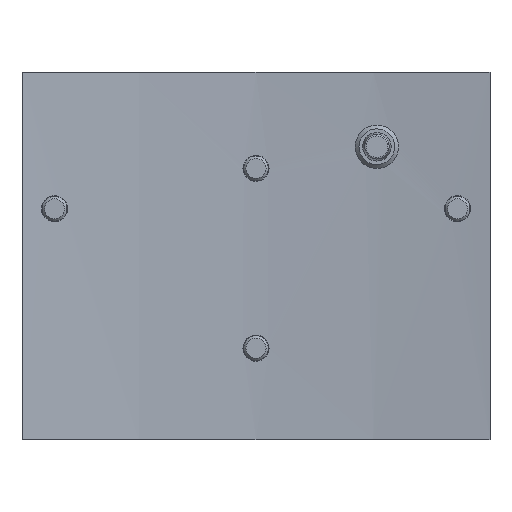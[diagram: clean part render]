
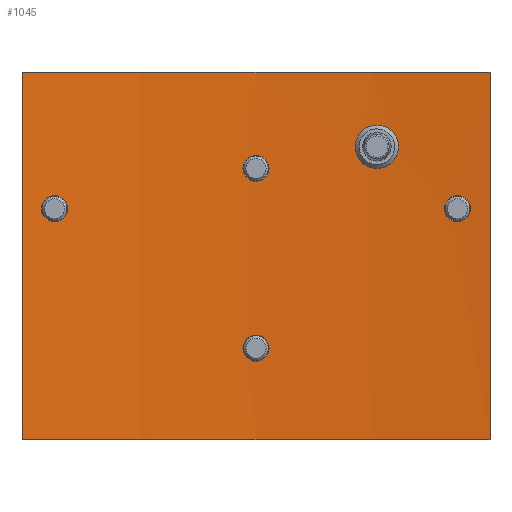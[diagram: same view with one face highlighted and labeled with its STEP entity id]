
A CAD part, front view. The second image highlights one B-rep face of the part: STEP entity #1045.
In plain terms, the highlighted cylindrical face has radius 500 mm (diameter 1000 mm), a partial arc.
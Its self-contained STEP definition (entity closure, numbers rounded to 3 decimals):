
#120=LINE('',#1849,#170);
#121=LINE('',#1853,#171);
#170=VECTOR('',#1427,1000.);
#171=VECTOR('',#1430,1000.);
#220=CIRCLE('',#1282,500.);
#221=CIRCLE('',#1283,500.);
#276=ORIENTED_EDGE('',*,*,#530,.F.);
#277=ORIENTED_EDGE('',*,*,#531,.F.);
#278=ORIENTED_EDGE('',*,*,#532,.T.);
#279=ORIENTED_EDGE('',*,*,#533,.T.);
#280=ORIENTED_EDGE('',*,*,#534,.T.);
#281=ORIENTED_EDGE('',*,*,#535,.T.);
#282=ORIENTED_EDGE('',*,*,#536,.T.);
#283=ORIENTED_EDGE('',*,*,#537,.T.);
#284=ORIENTED_EDGE('',*,*,#538,.T.);
#530=EDGE_CURVE('',#657,#658,#220,.T.);
#531=EDGE_CURVE('',#659,#657,#120,.T.);
#532=EDGE_CURVE('',#659,#660,#221,.T.);
#533=EDGE_CURVE('',#660,#658,#121,.T.);
#534=EDGE_CURVE('',#661,#661,#747,.T.);
#535=EDGE_CURVE('',#662,#662,#748,.T.);
#536=EDGE_CURVE('',#663,#663,#749,.T.);
#537=EDGE_CURVE('',#664,#664,#750,.T.);
#538=EDGE_CURVE('',#665,#665,#751,.T.);
#657=VERTEX_POINT('',#1847);
#658=VERTEX_POINT('',#1848);
#659=VERTEX_POINT('',#1850);
#660=VERTEX_POINT('',#1852);
#661=VERTEX_POINT('',#1865);
#662=VERTEX_POINT('',#1877);
#663=VERTEX_POINT('',#1889);
#664=VERTEX_POINT('',#1901);
#665=VERTEX_POINT('',#1913);
#747=B_SPLINE_CURVE_WITH_KNOTS('',3,(#1854,#1855,#1856,#1857,#1858,#1859,
#1860,#1861,#1862,#1863,#1864),.UNSPECIFIED.,.T.,.F.,(1,1,1,1,1,1,1,1,1,
1,1,1,1,1,1),(-0.01,-0.007,-0.003,
0.,0.003,0.007,0.01,0.013,
0.016,0.02,0.023,0.026,
0.03,0.033,0.036),.UNSPECIFIED.);
#748=B_SPLINE_CURVE_WITH_KNOTS('',3,(#1866,#1867,#1868,#1869,#1870,#1871,
#1872,#1873,#1874,#1875,#1876),.UNSPECIFIED.,.T.,.F.,(1,1,1,1,1,1,1,1,1,
1,1,1,1,1,1),(-0.01,-0.007,-0.003,
0.,0.003,0.007,0.01,0.013,
0.016,0.02,0.023,0.026,
0.03,0.033,0.036),.UNSPECIFIED.);
#749=B_SPLINE_CURVE_WITH_KNOTS('',3,(#1878,#1879,#1880,#1881,#1882,#1883,
#1884,#1885,#1886,#1887,#1888),.UNSPECIFIED.,.T.,.F.,(1,1,1,1,1,1,1,1,1,
1,1,1,1,1,1),(-0.01,-0.007,-0.003,
0.,0.003,0.007,0.01,0.013,
0.016,0.02,0.023,0.026,
0.03,0.033,0.036),.UNSPECIFIED.);
#750=B_SPLINE_CURVE_WITH_KNOTS('',3,(#1890,#1891,#1892,#1893,#1894,#1895,
#1896,#1897,#1898,#1899,#1900),.UNSPECIFIED.,.T.,.F.,(1,1,1,1,1,1,1,1,1,
1,1,1,1,1,1),(-0.01,-0.007,-0.003,
0.,0.003,0.007,0.01,0.013,
0.016,0.02,0.023,0.026,
0.03,0.033,0.036),.UNSPECIFIED.);
#751=B_SPLINE_CURVE_WITH_KNOTS('',3,(#1902,#1903,#1904,#1905,#1906,#1907,
#1908,#1909,#1910,#1911,#1912),.UNSPECIFIED.,.T.,.F.,(1,1,1,1,1,1,1,1,1,
1,1,1,1,1,1),(-0.014,-0.009,-0.005,
0.,0.005,0.009,0.014,0.019,
0.023,0.028,0.032,0.037,
0.042,0.046,0.051),.UNSPECIFIED.);
#776=EDGE_LOOP('',(#276,#277,#278,#279));
#777=EDGE_LOOP('',(#280));
#778=EDGE_LOOP('',(#281));
#779=EDGE_LOOP('',(#282));
#780=EDGE_LOOP('',(#283));
#781=EDGE_LOOP('',(#284));
#904=FACE_BOUND('',#776,.T.);
#905=FACE_BOUND('',#777,.T.);
#906=FACE_BOUND('',#778,.T.);
#907=FACE_BOUND('',#779,.T.);
#908=FACE_BOUND('',#780,.T.);
#909=FACE_BOUND('',#781,.T.);
#1028=CYLINDRICAL_SURFACE('',#1281,500.);
#1045=ADVANCED_FACE('',(#904,#905,#906,#907,#908,#909),#1028,.F.);
#1281=AXIS2_PLACEMENT_3D('',#1845,#1423,#1424);
#1282=AXIS2_PLACEMENT_3D('',#1846,#1425,#1426);
#1283=AXIS2_PLACEMENT_3D('',#1851,#1428,#1429);
#1423=DIRECTION('',(0.,0.,-1.));
#1424=DIRECTION('',(-1.,0.,0.));
#1425=DIRECTION('',(0.,0.,1.));
#1426=DIRECTION('',(1.,0.,0.));
#1427=DIRECTION('',(0.,0.,-1.));
#1428=DIRECTION('',(0.,0.,1.));
#1429=DIRECTION('',(1.,0.,0.));
#1430=DIRECTION('',(0.,0.,-1.));
#1845=CARTESIAN_POINT('',(0.,-494.267,59.25));
#1846=CARTESIAN_POINT('',(0.,-494.267,-59.25));
#1847=CARTESIAN_POINT('',(75.5,0.,-59.25));
#1848=CARTESIAN_POINT('',(-75.5,0.,-59.25));
#1849=CARTESIAN_POINT('',(75.5,0.,59.25));
#1850=CARTESIAN_POINT('',(75.5,0.,59.25));
#1851=CARTESIAN_POINT('',(0.,-494.267,59.25));
#1852=CARTESIAN_POINT('',(-75.5,0.,59.25));
#1853=CARTESIAN_POINT('',(-75.5,0.,59.25));
#1854=CARTESIAN_POINT('',(68.283,1.051,11.95));
#1855=CARTESIAN_POINT('',(65.,1.495,10.6));
#1856=CARTESIAN_POINT('',(61.718,1.911,11.95));
#1857=CARTESIAN_POINT('',(60.341,2.078,15.248));
#1858=CARTESIAN_POINT('',(61.718,1.911,18.553));
#1859=CARTESIAN_POINT('',(65.004,1.494,19.899));
#1860=CARTESIAN_POINT('',(68.277,1.052,18.553));
#1861=CARTESIAN_POINT('',(69.66,0.856,15.255));
#1862=CARTESIAN_POINT('',(68.283,1.051,11.95));
#1863=CARTESIAN_POINT('',(65.,1.495,10.6));
#1864=CARTESIAN_POINT('',(61.718,1.911,11.95));
#1865=CARTESIAN_POINT('',(65.,1.49,11.05));
#1866=CARTESIAN_POINT('',(-68.283,1.051,18.55));
#1867=CARTESIAN_POINT('',(-65.,1.495,19.9));
#1868=CARTESIAN_POINT('',(-61.718,1.911,18.55));
#1869=CARTESIAN_POINT('',(-60.341,2.078,15.252));
#1870=CARTESIAN_POINT('',(-61.718,1.911,11.947));
#1871=CARTESIAN_POINT('',(-65.004,1.494,10.601));
#1872=CARTESIAN_POINT('',(-68.277,1.052,11.947));
#1873=CARTESIAN_POINT('',(-69.66,0.856,15.245));
#1874=CARTESIAN_POINT('',(-68.283,1.051,18.55));
#1875=CARTESIAN_POINT('',(-65.,1.495,19.9));
#1876=CARTESIAN_POINT('',(-61.718,1.911,18.55));
#1877=CARTESIAN_POINT('',(-65.,1.49,19.45));
#1878=CARTESIAN_POINT('',(3.295,5.724,24.961));
#1879=CARTESIAN_POINT('',(-0.001,5.738,23.595));
#1880=CARTESIAN_POINT('',(-3.292,5.724,24.96));
#1881=CARTESIAN_POINT('',(-4.654,5.711,28.247));
#1882=CARTESIAN_POINT('',(-3.293,5.724,31.54));
#1883=CARTESIAN_POINT('',(-0.001,5.738,32.904));
#1884=CARTESIAN_POINT('',(3.287,5.724,31.544));
#1885=CARTESIAN_POINT('',(4.655,5.711,28.255));
#1886=CARTESIAN_POINT('',(3.295,5.724,24.961));
#1887=CARTESIAN_POINT('',(-0.001,5.738,23.595));
#1888=CARTESIAN_POINT('',(-3.292,5.724,24.96));
#1889=CARTESIAN_POINT('',(0.,5.733,24.05));
#1890=CARTESIAN_POINT('',(3.295,5.724,-33.039));
#1891=CARTESIAN_POINT('',(-0.001,5.738,-34.405));
#1892=CARTESIAN_POINT('',(-3.292,5.724,-33.04));
#1893=CARTESIAN_POINT('',(-4.654,5.711,-29.753));
#1894=CARTESIAN_POINT('',(-3.293,5.724,-26.46));
#1895=CARTESIAN_POINT('',(-0.001,5.738,-25.096));
#1896=CARTESIAN_POINT('',(3.287,5.724,-26.456));
#1897=CARTESIAN_POINT('',(4.655,5.711,-29.745));
#1898=CARTESIAN_POINT('',(3.295,5.724,-33.039));
#1899=CARTESIAN_POINT('',(-0.001,5.738,-34.405));
#1900=CARTESIAN_POINT('',(-3.292,5.724,-33.04));
#1901=CARTESIAN_POINT('',(0.,5.733,-33.95));
#1902=CARTESIAN_POINT('',(43.636,3.829,30.61));
#1903=CARTESIAN_POINT('',(38.999,4.219,28.694));
#1904=CARTESIAN_POINT('',(34.367,4.555,30.61));
#1905=CARTESIAN_POINT('',(32.44,4.679,35.247));
#1906=CARTESIAN_POINT('',(34.367,4.555,39.893));
#1907=CARTESIAN_POINT('',(39.004,4.218,41.804));
#1908=CARTESIAN_POINT('',(43.627,3.83,39.895));
#1909=CARTESIAN_POINT('',(45.561,3.652,35.256));
#1910=CARTESIAN_POINT('',(43.636,3.829,30.61));
#1911=CARTESIAN_POINT('',(38.999,4.219,28.694));
#1912=CARTESIAN_POINT('',(34.367,4.555,30.61));
#1913=CARTESIAN_POINT('',(39.,4.21,29.333));
